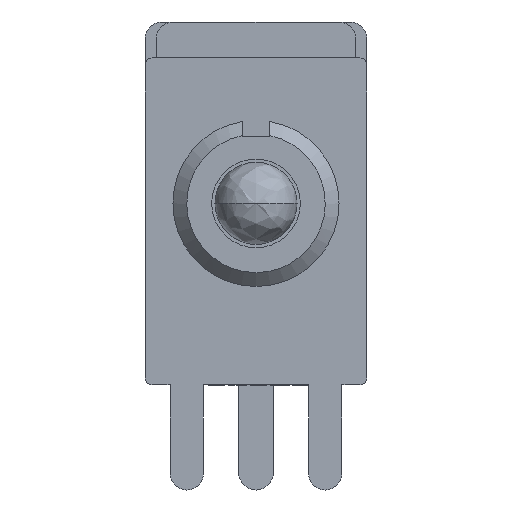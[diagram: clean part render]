
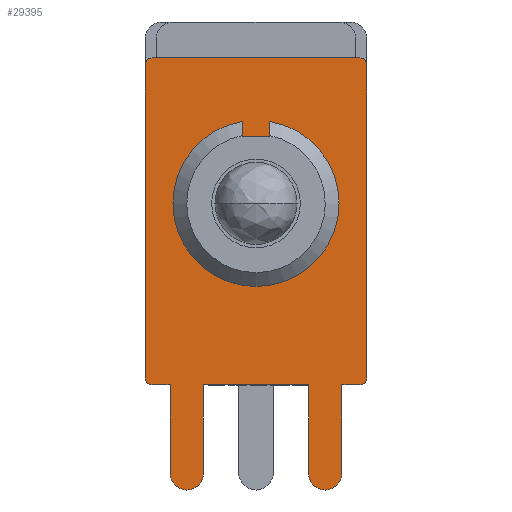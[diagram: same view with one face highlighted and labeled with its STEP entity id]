
A CAD part, front view. The second image highlights one B-rep face of the part: STEP entity #29395.
In plain terms, the highlighted planar face has unit normal (0, -1, 0).
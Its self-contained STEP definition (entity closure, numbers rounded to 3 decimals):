
#28876=DIRECTION('',(1.,0.,0.));
#28877=VECTOR('',#28876,1.);
#28878=CARTESIAN_POINT('',(-0.5,-5.3,2.4));
#28879=LINE('',#28878,#28877);
#28880=CARTESIAN_POINT('',(0.,-5.3,0.));
#28881=DIRECTION('',(0.,1.,0.));
#28882=DIRECTION('',(0.167,0.,0.986));
#28883=AXIS2_PLACEMENT_3D('',#28880,#28881,#28882);
#28885=DIRECTION('',(0.,0.,-1.));
#28886=VECTOR('',#28885,11.3);
#28887=CARTESIAN_POINT('',(4.,-5.3,5.));
#28888=LINE('',#28887,#28886);
#28889=CARTESIAN_POINT('',(3.75,-5.3,-6.3));
#28890=DIRECTION('',(0.,-1.,0.));
#28891=DIRECTION('',(0.,0.,-1.));
#28892=AXIS2_PLACEMENT_3D('',#28889,#28890,#28891);
#28894=DIRECTION('',(1.,0.,0.));
#28895=VECTOR('',#28894,0.65);
#28896=CARTESIAN_POINT('',(3.1,-5.3,-6.55));
#28897=LINE('',#28896,#28895);
#28898=DIRECTION('',(0.,0.,1.));
#28899=VECTOR('',#28898,3.2);
#28900=CARTESIAN_POINT('',(3.1,-5.3,-9.75));
#28901=LINE('',#28900,#28899);
#28902=CARTESIAN_POINT('',(2.5,-5.3,-9.75));
#28903=DIRECTION('',(0.,-1.,0.));
#28904=DIRECTION('',(-1.,0.,0.));
#28905=AXIS2_PLACEMENT_3D('',#28902,#28903,#28904);
#28907=DIRECTION('',(0.,0.,-1.));
#28908=VECTOR('',#28907,3.2);
#28909=CARTESIAN_POINT('',(1.9,-5.3,-6.55));
#28910=LINE('',#28909,#28908);
#28911=DIRECTION('',(1.,0.,0.));
#28912=VECTOR('',#28911,3.8);
#28913=CARTESIAN_POINT('',(-1.9,-5.3,-6.55));
#28914=LINE('',#28913,#28912);
#28915=DIRECTION('',(0.,0.,1.));
#28916=VECTOR('',#28915,3.2);
#28917=CARTESIAN_POINT('',(-1.9,-5.3,-9.75));
#28918=LINE('',#28917,#28916);
#28919=CARTESIAN_POINT('',(-2.5,-5.3,-9.75));
#28920=DIRECTION('',(0.,-1.,0.));
#28921=DIRECTION('',(-1.,0.,0.));
#28922=AXIS2_PLACEMENT_3D('',#28919,#28920,#28921);
#28924=DIRECTION('',(0.,0.,-1.));
#28925=VECTOR('',#28924,3.2);
#28926=CARTESIAN_POINT('',(-3.1,-5.3,-6.55));
#28927=LINE('',#28926,#28925);
#28928=DIRECTION('',(1.,0.,0.));
#28929=VECTOR('',#28928,0.65);
#28930=CARTESIAN_POINT('',(-3.75,-5.3,-6.55));
#28931=LINE('',#28930,#28929);
#28932=CARTESIAN_POINT('',(-3.75,-5.3,-6.3));
#28933=DIRECTION('',(0.,-1.,0.));
#28934=DIRECTION('',(-1.,0.,0.));
#28935=AXIS2_PLACEMENT_3D('',#28932,#28933,#28934);
#28937=DIRECTION('',(0.,0.,1.));
#28938=VECTOR('',#28937,11.3);
#28939=CARTESIAN_POINT('',(-4.,-5.3,-6.3));
#28940=LINE('',#28939,#28938);
#28941=CARTESIAN_POINT('',(-3.75,-5.3,5.));
#28942=DIRECTION('',(0.,-1.,0.));
#28943=DIRECTION('',(0.,0.,1.));
#28944=AXIS2_PLACEMENT_3D('',#28941,#28942,#28943);
#28946=DIRECTION('',(-1.,0.,0.));
#28947=VECTOR('',#28946,7.5);
#28948=CARTESIAN_POINT('',(3.75,-5.3,5.25));
#28949=LINE('',#28948,#28947);
#28950=CARTESIAN_POINT('',(3.75,-5.3,5.));
#28951=DIRECTION('',(0.,-1.,0.));
#28952=DIRECTION('',(1.,0.,0.));
#28953=AXIS2_PLACEMENT_3D('',#28950,#28951,#28952);
#28955=DIRECTION('',(0.,0.,-1.));
#28956=VECTOR('',#28955,0.558);
#28957=CARTESIAN_POINT('',(-0.5,-5.3,2.958));
#28958=LINE('',#28957,#28956);
#29055=DIRECTION('',(0.,0.,1.));
#29056=VECTOR('',#29055,0.558);
#29057=CARTESIAN_POINT('',(0.5,-5.3,2.4));
#29058=LINE('',#29057,#29056);
#29159=CARTESIAN_POINT('',(-3.75,-5.3,5.25));
#29160=VERTEX_POINT('',#29159);
#29161=CARTESIAN_POINT('',(-4.,-5.3,5.));
#29162=VERTEX_POINT('',#29161);
#29167=CARTESIAN_POINT('',(4.,-5.3,5.));
#29168=VERTEX_POINT('',#29167);
#29169=CARTESIAN_POINT('',(3.75,-5.3,5.25));
#29170=VERTEX_POINT('',#29169);
#29175=CARTESIAN_POINT('',(3.75,-5.3,-6.55));
#29176=VERTEX_POINT('',#29175);
#29177=CARTESIAN_POINT('',(4.,-5.3,-6.3));
#29178=VERTEX_POINT('',#29177);
#29183=CARTESIAN_POINT('',(-4.,-5.3,-6.3));
#29184=VERTEX_POINT('',#29183);
#29185=CARTESIAN_POINT('',(-3.75,-5.3,-6.55));
#29186=VERTEX_POINT('',#29185);
#29188=CARTESIAN_POINT('',(-1.9,-5.3,-6.55));
#29190=VERTEX_POINT('',#29188);
#29192=CARTESIAN_POINT('',(1.9,-5.3,-6.55));
#29194=VERTEX_POINT('',#29192);
#29197=CARTESIAN_POINT('',(-3.1,-5.3,-6.55));
#29198=VERTEX_POINT('',#29197);
#29200=CARTESIAN_POINT('',(3.1,-5.3,-6.55));
#29202=VERTEX_POINT('',#29200);
#29203=CARTESIAN_POINT('',(-3.1,-5.3,-9.75));
#29204=CARTESIAN_POINT('',(-1.9,-5.3,-9.75));
#29205=VERTEX_POINT('',#29203);
#29206=VERTEX_POINT('',#29204);
#29215=CARTESIAN_POINT('',(1.9,-5.3,-9.75));
#29216=VERTEX_POINT('',#29215);
#29217=CARTESIAN_POINT('',(3.1,-5.3,-9.75));
#29218=VERTEX_POINT('',#29217);
#29229=CARTESIAN_POINT('',(-0.5,-5.3,2.4));
#29230=CARTESIAN_POINT('',(0.5,-5.3,2.4));
#29231=VERTEX_POINT('',#29229);
#29232=VERTEX_POINT('',#29230);
#29233=CARTESIAN_POINT('',(0.5,-5.3,2.958));
#29234=CARTESIAN_POINT('',(-0.5,-5.3,2.958));
#29235=VERTEX_POINT('',#29233);
#29236=VERTEX_POINT('',#29234);
#29348=CARTESIAN_POINT('',(0.,-5.3,-6.55));
#29349=DIRECTION('',(0.,-1.,0.));
#29350=DIRECTION('',(1.,0.,0.));
#29351=AXIS2_PLACEMENT_3D('',#29348,#29349,#29350);
#29352=PLANE('',#29351);
#29354=ORIENTED_EDGE('',*,*,#29353,.T.);
#29356=ORIENTED_EDGE('',*,*,#29355,.F.);
#29358=ORIENTED_EDGE('',*,*,#29357,.F.);
#29360=ORIENTED_EDGE('',*,*,#29359,.F.);
#29361=ORIENTED_EDGE('',*,*,#29266,.F.);
#29363=ORIENTED_EDGE('',*,*,#29362,.F.);
#29365=ORIENTED_EDGE('',*,*,#29364,.F.);
#29367=ORIENTED_EDGE('',*,*,#29366,.F.);
#29368=ORIENTED_EDGE('',*,*,#29331,.F.);
#29370=ORIENTED_EDGE('',*,*,#29369,.F.);
#29372=ORIENTED_EDGE('',*,*,#29371,.F.);
#29374=ORIENTED_EDGE('',*,*,#29373,.F.);
#29376=ORIENTED_EDGE('',*,*,#29375,.T.);
#29378=ORIENTED_EDGE('',*,*,#29377,.F.);
#29380=ORIENTED_EDGE('',*,*,#29379,.F.);
#29382=ORIENTED_EDGE('',*,*,#29381,.F.);
#29383=EDGE_LOOP('',(#29354,#29356,#29358,#29360,#29361,#29363,#29365,#29367,
#29368,#29370,#29372,#29374,#29376,#29378,#29380,#29382));
#29384=FACE_OUTER_BOUND('',#29383,.F.);
#29386=ORIENTED_EDGE('',*,*,#29385,.F.);
#29388=ORIENTED_EDGE('',*,*,#29387,.F.);
#29390=ORIENTED_EDGE('',*,*,#29389,.F.);
#29392=ORIENTED_EDGE('',*,*,#29391,.F.);
#29393=EDGE_LOOP('',(#29386,#29388,#29390,#29392));
#29394=FACE_BOUND('',#29393,.F.);
#29395=ADVANCED_FACE('',(#29384,#29394),#29352,.T.);
#28884=CIRCLE('',#28883,3.);
#28893=CIRCLE('',#28892,0.25);
#28906=CIRCLE('',#28905,0.6);
#28923=CIRCLE('',#28922,0.6);
#28936=CIRCLE('',#28935,0.25);
#28945=CIRCLE('',#28944,0.25);
#28954=CIRCLE('',#28953,0.25);
#29266=EDGE_CURVE('',#29216,#29218,#28906,.T.);
#29331=EDGE_CURVE('',#29205,#29206,#28923,.T.);
#29353=EDGE_CURVE('',#29168,#29178,#28888,.T.);
#29355=EDGE_CURVE('',#29176,#29178,#28893,.T.);
#29357=EDGE_CURVE('',#29202,#29176,#28897,.T.);
#29359=EDGE_CURVE('',#29218,#29202,#28901,.T.);
#29362=EDGE_CURVE('',#29194,#29216,#28910,.T.);
#29364=EDGE_CURVE('',#29190,#29194,#28914,.T.);
#29366=EDGE_CURVE('',#29206,#29190,#28918,.T.);
#29369=EDGE_CURVE('',#29198,#29205,#28927,.T.);
#29371=EDGE_CURVE('',#29186,#29198,#28931,.T.);
#29373=EDGE_CURVE('',#29184,#29186,#28936,.T.);
#29375=EDGE_CURVE('',#29184,#29162,#28940,.T.);
#29377=EDGE_CURVE('',#29160,#29162,#28945,.T.);
#29379=EDGE_CURVE('',#29170,#29160,#28949,.T.);
#29381=EDGE_CURVE('',#29168,#29170,#28954,.T.);
#29385=EDGE_CURVE('',#29231,#29232,#28879,.T.);
#29387=EDGE_CURVE('',#29236,#29231,#28958,.T.);
#29389=EDGE_CURVE('',#29235,#29236,#28884,.T.);
#29391=EDGE_CURVE('',#29232,#29235,#29058,.T.);
